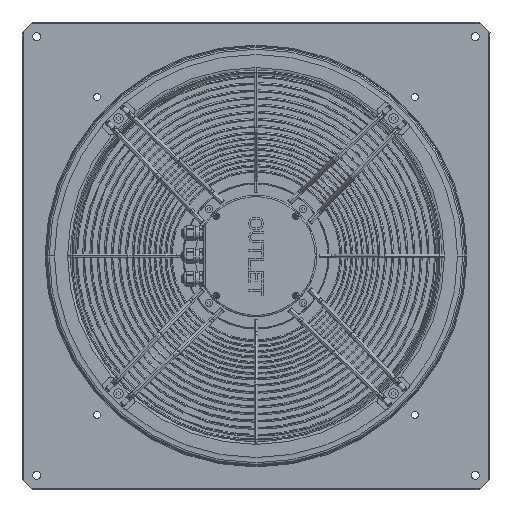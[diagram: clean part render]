
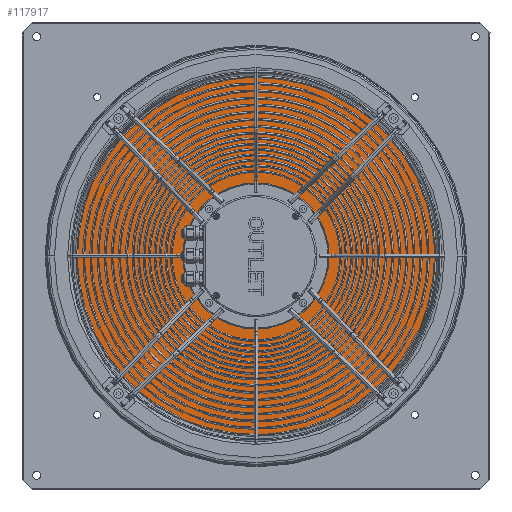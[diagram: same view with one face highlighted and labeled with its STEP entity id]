
A CAD part, front view. The second image highlights one B-rep face of the part: STEP entity #117917.
In plain terms, the highlighted face is planar.
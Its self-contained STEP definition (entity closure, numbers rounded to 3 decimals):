
#115617=CARTESIAN_POINT('',(0.,0.,115.));
#115618=DIRECTION('',(0.,0.,-1.));
#115619=DIRECTION('',(-1.,0.,0.));
#115620=AXIS2_PLACEMENT_3D('',#115617,#115618,#115619);
#115622=CARTESIAN_POINT('',(0.,0.,115.));
#115623=DIRECTION('',(0.,0.,-1.));
#115624=DIRECTION('',(1.,0.,0.));
#115625=AXIS2_PLACEMENT_3D('',#115622,#115623,#115624);
#117416=CARTESIAN_POINT('',(-252.,0.,115.));
#117417=CARTESIAN_POINT('',(252.,0.,115.));
#117418=VERTEX_POINT('',#117416);
#117419=VERTEX_POINT('',#117417);
#117908=CARTESIAN_POINT('',(282.5,0.,115.));
#117909=DIRECTION('',(0.,0.,1.));
#117910=DIRECTION('',(0.,-1.,0.));
#117911=AXIS2_PLACEMENT_3D('',#117908,#117909,#117910);
#117912=PLANE('',#117911);
#117913=ORIENTED_EDGE('',*,*,#117854,.T.);
#117914=ORIENTED_EDGE('',*,*,#117883,.T.);
#117915=EDGE_LOOP('',(#117913,#117914));
#117916=FACE_OUTER_BOUND('',#117915,.F.);
#117917=ADVANCED_FACE('',(#117916),#117912,.T.);
#115621=CIRCLE('',#115620,252.);
#115626=CIRCLE('',#115625,252.);
#117854=EDGE_CURVE('',#117418,#117419,#115621,.T.);
#117883=EDGE_CURVE('',#117419,#117418,#115626,.T.);
